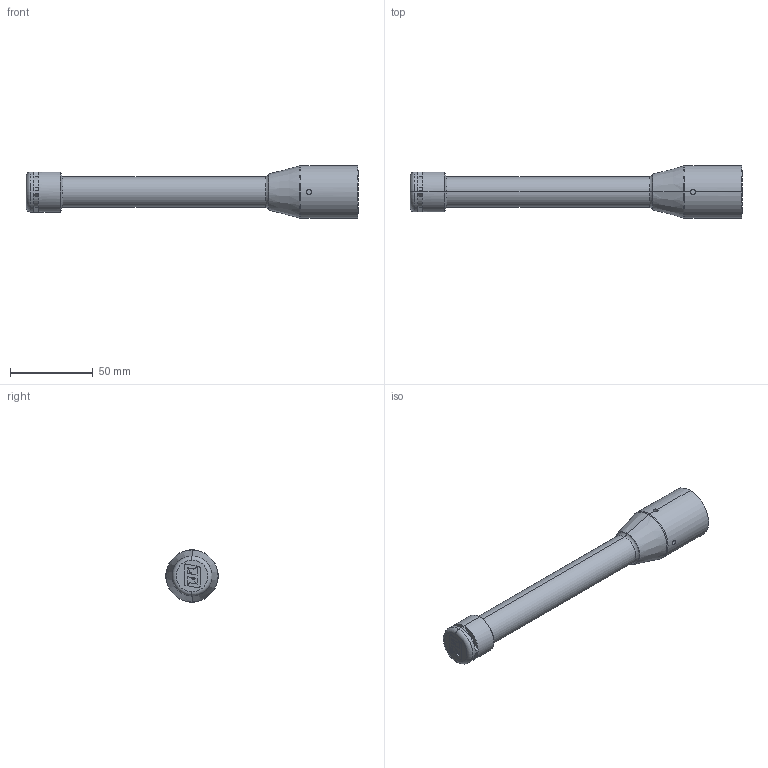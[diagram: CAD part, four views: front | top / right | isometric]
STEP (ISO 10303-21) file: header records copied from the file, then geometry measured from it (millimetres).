
FILE_DESCRIPTION (( 'STEP AP203' ), '1' );
FILE_NAME ('HG2404U.STEP', '2012-03-22T15:56:43', ( 'x' ), ( 'Microsoft' ), 'SwSTEP 2.0', 'SolidWorks 2010', '' );
FILE_SCHEMA (( 'CONFIG_CONTROL_DESIGN' ));
Length unit declared in the file: inch
Products named in the file (1): HG2404U
Bounding box: 200.28 x 31.5 x 31.5 mm (x, y, z)
Volume: 78666.9 mm3; surface area: 17963.4 mm2
Topology: 1 solids, 1 shells, 140 faces, 322 edges, 197 vertices
Faces by surface type: plane 56, cylinder 42, cone 30, torus 12
Entity records: 4195 total; most frequent: CARTESIAN_POINT 866, DIRECTION 726, ORIENTED_EDGE 640, EDGE_CURVE 320, AXIS2_PLACEMENT_3D 273, VERTEX_POINT 197, VECTOR 180, LINE 180
